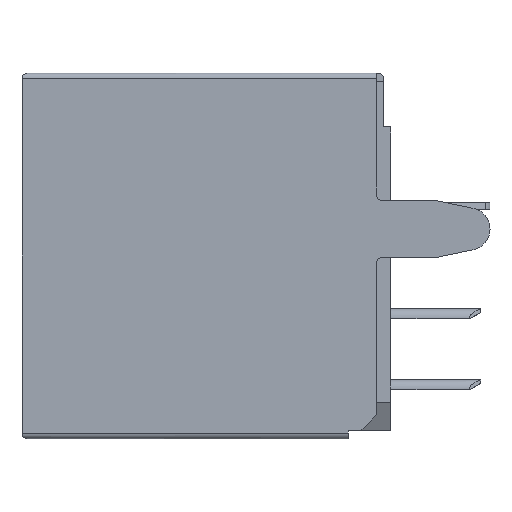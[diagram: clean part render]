
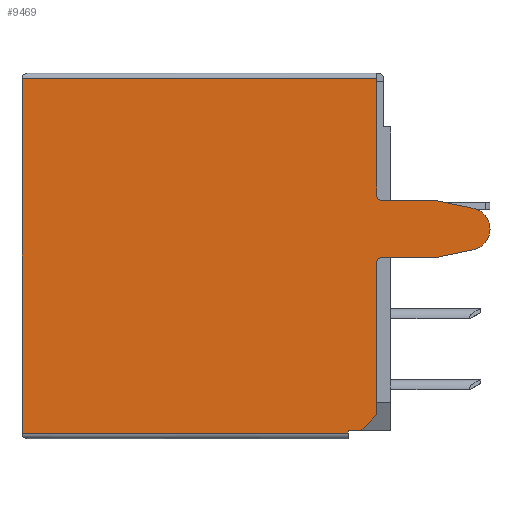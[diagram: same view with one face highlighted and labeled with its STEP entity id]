
A CAD part, left-side view. The second image highlights one B-rep face of the part: STEP entity #9469.
In plain terms, the highlighted planar face has unit normal (-1, 0, 0).
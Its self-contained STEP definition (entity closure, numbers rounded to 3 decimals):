
#350 = DIRECTION ( 'NONE',  ( 0., -1., 0. ) ) ;
#351 = DIRECTION ( 'NONE',  ( -1., 0., 0. ) ) ;
#354 = PLANE ( 'NONE',  #5620 ) ;
#356 = CARTESIAN_POINT ( 'NONE',  ( -7., 12.75, -12.9 ) ) ;
#901 = DIRECTION ( 'NONE',  ( 0., 1., 0. ) ) ;
#988 = CARTESIAN_POINT ( 'NONE',  ( -7., 1.25, -12.6 ) ) ;
#1053 = CARTESIAN_POINT ( 'NONE',  ( -7., 0.05, -4.5 ) ) ;
#1079 = CARTESIAN_POINT ( 'NONE',  ( -7., -1.85, -4.5 ) ) ;
#1084 = CARTESIAN_POINT ( 'NONE',  ( -7., -1.85, -6.5 ) ) ;
#1098 = CARTESIAN_POINT ( 'NONE',  ( -7., 0.05, -6.5 ) ) ;
#1112 = CARTESIAN_POINT ( 'NONE',  ( -7., 0.25, -6.7 ) ) ;
#1124 = CARTESIAN_POINT ( 'NONE',  ( -7., 1.25, -12.7 ) ) ;
#1293 = CARTESIAN_POINT ( 'NONE',  ( -7., 0.25, -12.05 ) ) ;
#1296 = CARTESIAN_POINT ( 'NONE',  ( -7., 12.75, -0.2 ) ) ;
#1299 = CARTESIAN_POINT ( 'NONE',  ( -7., 0.8, -12.6 ) ) ;
#1301 = CARTESIAN_POINT ( 'NONE',  ( -7., -3.15, -4.765 ) ) ;
#1311 = CARTESIAN_POINT ( 'NONE',  ( -7., 12.75, -12.7 ) ) ;
#1327 = CARTESIAN_POINT ( 'NONE',  ( -7., 1.25, -12.6 ) ) ;
#1614 = FACE_OUTER_BOUND ( 'NONE', #6976, .T. ) ;
#2389 = EDGE_CURVE ( 'NONE', #4111, #4194, #8426, .T. ) ;
#2390 = EDGE_CURVE ( 'NONE', #4204, #4110, #8421, .T. ) ;
#2391 = EDGE_CURVE ( 'NONE', #4202, #4204, #8430, .T. ) ;
#2392 = EDGE_CURVE ( 'NONE', #4202, #4189, #8431, .T. ) ;
#2393 = EDGE_CURVE ( 'NONE', #4189, #10713, #8428, .T. ) ;
#2394 = EDGE_CURVE ( 'NONE', #10719, #4201, #8433, .T. ) ;
#2395 = EDGE_CURVE ( 'NONE', #4200, #4201, #8435, .T. ) ;
#2396 = EDGE_CURVE ( 'NONE', #4199, #4200, #8438, .T. ) ;
#2397 = EDGE_CURVE ( 'NONE', #4196, #4199, #8440, .T. ) ;
#2398 = EDGE_CURVE ( 'NONE', #4191, #4196, #8441, .T. ) ;
#2399 = EDGE_CURVE ( 'NONE', #4167, #4197, #8443, .T. ) ;
#2400 = EDGE_CURVE ( 'NONE', #4181, #4197, #8445, .T. ) ;
#2401 = EDGE_CURVE ( 'NONE', #4181, #4194, #8447, .T. ) ;
#2460 = EDGE_CURVE ( 'NONE', #4191, #4167, #8561, .T. ) ;
#2645 = EDGE_CURVE ( 'NONE', #4110, #4111, #8874, .T. ) ;
#2743 = EDGE_CURVE ( 'NONE', #10713, #10719, #9043, .T. ) ;
#2880 = AXIS2_PLACEMENT_3D ( 'NONE', #10572, #10645, #10640 ) ;
#2881 = AXIS2_PLACEMENT_3D ( 'NONE', #10660, #10656, #10591 ) ;
#2882 = AXIS2_PLACEMENT_3D ( 'NONE', #10555, #10554, #10553 ) ;
#2948 = AXIS2_PLACEMENT_3D ( 'NONE', #10050, #10049, #10048 ) ;
#3451 = CARTESIAN_POINT ( 'NONE',  ( -7., 0.25, -0.2 ) ) ;
#3966 = CARTESIAN_POINT ( 'NONE',  ( -7., 0.25, -4.3 ) ) ;
#4110 = VERTEX_POINT ( 'NONE', #3966 ) ;
#4111 = VERTEX_POINT ( 'NONE', #3451 ) ;
#4167 = VERTEX_POINT ( 'NONE', #1327 ) ;
#4181 = VERTEX_POINT ( 'NONE', #1311 ) ;
#4189 = VERTEX_POINT ( 'NONE', #1301 ) ;
#4191 = VERTEX_POINT ( 'NONE', #1299 ) ;
#4194 = VERTEX_POINT ( 'NONE', #1296 ) ;
#4196 = VERTEX_POINT ( 'NONE', #1293 ) ;
#4197 = VERTEX_POINT ( 'NONE', #1124 ) ;
#4199 = VERTEX_POINT ( 'NONE', #1112 ) ;
#4200 = VERTEX_POINT ( 'NONE', #1098 ) ;
#4201 = VERTEX_POINT ( 'NONE', #1084 ) ;
#4202 = VERTEX_POINT ( 'NONE', #1079 ) ;
#4204 = VERTEX_POINT ( 'NONE', #1053 ) ;
#4720 = ORIENTED_EDGE ( 'NONE', *, *, #2401, .F. ) ;
#4721 = ORIENTED_EDGE ( 'NONE', *, *, #2400, .T. ) ;
#4722 = ORIENTED_EDGE ( 'NONE', *, *, #2399, .F. ) ;
#4723 = ORIENTED_EDGE ( 'NONE', *, *, #2460, .F. ) ;
#4724 = ORIENTED_EDGE ( 'NONE', *, *, #2398, .T. ) ;
#4725 = ORIENTED_EDGE ( 'NONE', *, *, #2397, .T. ) ;
#4726 = ORIENTED_EDGE ( 'NONE', *, *, #2396, .T. ) ;
#4727 = ORIENTED_EDGE ( 'NONE', *, *, #2395, .T. ) ;
#4728 = ORIENTED_EDGE ( 'NONE', *, *, #2394, .F. ) ;
#4729 = ORIENTED_EDGE ( 'NONE', *, *, #2743, .F. ) ;
#4730 = ORIENTED_EDGE ( 'NONE', *, *, #2393, .F. ) ;
#4731 = ORIENTED_EDGE ( 'NONE', *, *, #2392, .F. ) ;
#4732 = ORIENTED_EDGE ( 'NONE', *, *, #2391, .T. ) ;
#4733 = ORIENTED_EDGE ( 'NONE', *, *, #2390, .T. ) ;
#4734 = ORIENTED_EDGE ( 'NONE', *, *, #2645, .T. ) ;
#4735 = ORIENTED_EDGE ( 'NONE', *, *, #2389, .T. ) ;
#5620 = AXIS2_PLACEMENT_3D ( 'NONE', #356, #351, #350 ) ;
#6976 = EDGE_LOOP ( 'NONE', ( #4720, #4721, #4722, #4723, #4724, #4725, #4726, #4727, #4728, #4729, #4730, #4731, #4732, #4733, #4734, #4735 ) ) ;
#8421 = CIRCLE ( 'NONE', #2880, 0.2 ) ;
#8426 = LINE ( 'NONE', #10533, #8429 ) ;
#8428 = CIRCLE ( 'NONE', #2881, 0.75 ) ;
#8429 = VECTOR ( 'NONE', #10643, 1000. ) ;
#8430 = LINE ( 'NONE', #10581, #8432 ) ;
#8431 = LINE ( 'NONE', #10570, #8434 ) ;
#8432 = VECTOR ( 'NONE', #10532, 1000. ) ;
#8433 = LINE ( 'NONE', #10661, #8437 ) ;
#8434 = VECTOR ( 'NONE', #10644, 1000. ) ;
#8435 = LINE ( 'NONE', #10662, #8439 ) ;
#8437 = VECTOR ( 'NONE', #10639, 1000. ) ;
#8438 = CIRCLE ( 'NONE', #2882, 0.2 ) ;
#8439 = VECTOR ( 'NONE', #10589, 1000. ) ;
#8440 = LINE ( 'NONE', #10590, #8442 ) ;
#8441 = LINE ( 'NONE', #10667, #8444 ) ;
#8442 = VECTOR ( 'NONE', #10600, 1000. ) ;
#8443 = LINE ( 'NONE', #10604, #8446 ) ;
#8444 = VECTOR ( 'NONE', #10605, 1000. ) ;
#8445 = LINE ( 'NONE', #10597, #8448 ) ;
#8446 = VECTOR ( 'NONE', #10598, 1000. ) ;
#8447 = LINE ( 'NONE', #10617, #8450 ) ;
#8448 = VECTOR ( 'NONE', #10608, 1000. ) ;
#8450 = VECTOR ( 'NONE', #10599, 1000. ) ;
#8561 = LINE ( 'NONE', #988, #8566 ) ;
#8566 = VECTOR ( 'NONE', #901, 1000. ) ;
#8874 = LINE ( 'NONE', #10342, #8877 ) ;
#8877 = VECTOR ( 'NONE', #10340, 1000. ) ;
#9043 = CIRCLE ( 'NONE', #2948, 0.75 ) ;
#9469 = ADVANCED_FACE ( 'NONE', ( #1614 ), #354, .T. ) ;
#9770 = CARTESIAN_POINT ( 'NONE',  ( -7., -3.75, -5.5 ) ) ;
#9776 = CARTESIAN_POINT ( 'NONE',  ( -7., -3.15, -6.235 ) ) ;
#10048 = DIRECTION ( 'NONE',  ( 0., 1., 0. ) ) ;
#10049 = DIRECTION ( 'NONE',  ( 1., 0., 0. ) ) ;
#10050 = CARTESIAN_POINT ( 'NONE',  ( -7., -3., -5.5 ) ) ;
#10340 = DIRECTION ( 'NONE',  ( 0., 0., 1. ) ) ;
#10342 = CARTESIAN_POINT ( 'NONE',  ( -7., 0.25, -0.3 ) ) ;
#10532 = DIRECTION ( 'NONE',  ( 0., 1., 0. ) ) ;
#10533 = CARTESIAN_POINT ( 'NONE',  ( -7., 12.75, -0.2 ) ) ;
#10553 = DIRECTION ( 'NONE',  ( 0., 1., 0. ) ) ;
#10554 = DIRECTION ( 'NONE',  ( 1., 0., 0. ) ) ;
#10555 = CARTESIAN_POINT ( 'NONE',  ( -7., 0.05, -6.7 ) ) ;
#10570 = CARTESIAN_POINT ( 'NONE',  ( -7., -1.85, -4.5 ) ) ;
#10572 = CARTESIAN_POINT ( 'NONE',  ( -7., 0.05, -4.3 ) ) ;
#10581 = CARTESIAN_POINT ( 'NONE',  ( -7., 0., -4.5 ) ) ;
#10589 = DIRECTION ( 'NONE',  ( 0., -1., 0. ) ) ;
#10590 = CARTESIAN_POINT ( 'NONE',  ( -7., 0.25, -12.05 ) ) ;
#10591 = DIRECTION ( 'NONE',  ( 0., 1., 0. ) ) ;
#10597 = CARTESIAN_POINT ( 'NONE',  ( -7., 1.25, -12.7 ) ) ;
#10598 = DIRECTION ( 'NONE',  ( 0., 0., -1. ) ) ;
#10599 = DIRECTION ( 'NONE',  ( 0., 0., 1. ) ) ;
#10600 = DIRECTION ( 'NONE',  ( 0., 0., 1. ) ) ;
#10604 = CARTESIAN_POINT ( 'NONE',  ( -7., 1.25, -12.6 ) ) ;
#10605 = DIRECTION ( 'NONE',  ( 0., -0.707, 0.707 ) ) ;
#10608 = DIRECTION ( 'NONE',  ( 0., -1., 0. ) ) ;
#10617 = CARTESIAN_POINT ( 'NONE',  ( -7., 12.75, -12.9 ) ) ;
#10639 = DIRECTION ( 'NONE',  ( 0., 0.98, -0.2 ) ) ;
#10640 = DIRECTION ( 'NONE',  ( 0., 1., 0. ) ) ;
#10643 = DIRECTION ( 'NONE',  ( 0., 1., 0. ) ) ;
#10644 = DIRECTION ( 'NONE',  ( 0., -0.98, -0.2 ) ) ;
#10645 = DIRECTION ( 'NONE',  ( 1., 0., 0. ) ) ;
#10656 = DIRECTION ( 'NONE',  ( 1., 0., 0. ) ) ;
#10660 = CARTESIAN_POINT ( 'NONE',  ( -7., -3., -5.5 ) ) ;
#10661 = CARTESIAN_POINT ( 'NONE',  ( -7., -1.85, -6.5 ) ) ;
#10662 = CARTESIAN_POINT ( 'NONE',  ( -7., 0.05, -6.5 ) ) ;
#10667 = CARTESIAN_POINT ( 'NONE',  ( -7., 0.8, -12.6 ) ) ;
#10713 = VERTEX_POINT ( 'NONE', #9770 ) ;
#10719 = VERTEX_POINT ( 'NONE', #9776 ) ;
